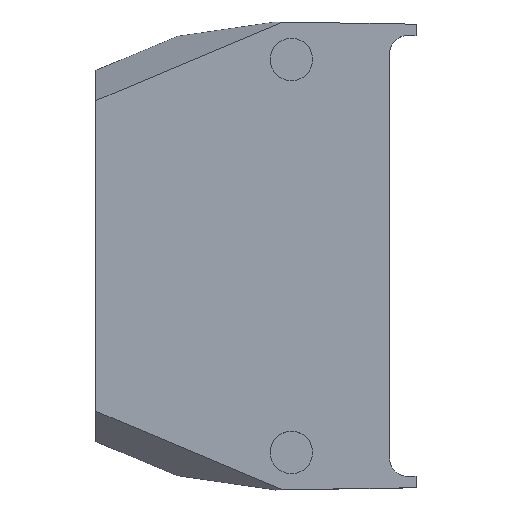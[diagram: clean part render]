
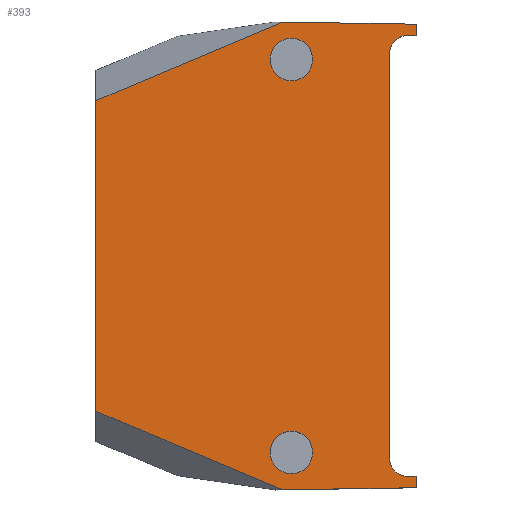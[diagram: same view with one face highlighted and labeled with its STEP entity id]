
A CAD part, top view. The second image highlights one B-rep face of the part: STEP entity #393.
In plain terms, the highlighted planar face has unit normal (0, 0, 1).
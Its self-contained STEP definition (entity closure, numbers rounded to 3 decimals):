
#21=FACE_BOUND('',#66,.T.);
#22=FACE_BOUND('',#67,.T.);
#25=CIRCLE('',#434,2.35);
#26=CIRCLE('',#435,2.35);
#33=ELLIPSE('',#432,2.071,2.);
#34=ELLIPSE('',#433,2.071,2.);
#41=FACE_OUTER_BOUND('',#65,.T.);
#65=EDGE_LOOP('',(#279,#280,#281,#282,#283,#284,#285,#286,#287,#288,#289,
#290));
#66=EDGE_LOOP('',(#291));
#67=EDGE_LOOP('',(#292));
#91=LINE('',#581,#133);
#99=LINE('',#599,#141);
#103=LINE('',#609,#145);
#104=LINE('',#610,#146);
#105=LINE('',#612,#147);
#106=LINE('',#614,#148);
#107=LINE('',#615,#149);
#108=LINE('',#617,#150);
#109=LINE('',#619,#151);
#110=LINE('',#622,#152);
#133=VECTOR('',#467,1000.);
#141=VECTOR('',#481,1000.);
#145=VECTOR('',#489,1000.);
#146=VECTOR('',#490,1000.);
#147=VECTOR('',#491,10.);
#148=VECTOR('',#492,10.);
#149=VECTOR('',#493,10.);
#150=VECTOR('',#494,1000.);
#151=VECTOR('',#495,1000.);
#152=VECTOR('',#498,1000.);
#175=VERTEX_POINT('',#578);
#176=VERTEX_POINT('',#580);
#182=VERTEX_POINT('',#597);
#183=VERTEX_POINT('',#598);
#185=VERTEX_POINT('',#605);
#186=VERTEX_POINT('',#606);
#187=VERTEX_POINT('',#608);
#188=VERTEX_POINT('',#611);
#189=VERTEX_POINT('',#613);
#190=VERTEX_POINT('',#616);
#191=VERTEX_POINT('',#618);
#192=VERTEX_POINT('',#620);
#193=VERTEX_POINT('',#623);
#194=VERTEX_POINT('',#625);
#211=EDGE_CURVE('',#176,#175,#91,.T.);
#219=EDGE_CURVE('',#182,#183,#99,.T.);
#223=EDGE_CURVE('',#185,#186,#33,.T.);
#224=EDGE_CURVE('',#186,#187,#103,.T.);
#225=EDGE_CURVE('',#187,#176,#104,.T.);
#226=EDGE_CURVE('',#188,#175,#105,.T.);
#227=EDGE_CURVE('',#188,#189,#106,.T.);
#228=EDGE_CURVE('',#182,#189,#107,.T.);
#229=EDGE_CURVE('',#183,#190,#108,.T.);
#230=EDGE_CURVE('',#190,#191,#109,.T.);
#231=EDGE_CURVE('',#191,#192,#34,.T.);
#232=EDGE_CURVE('',#192,#185,#110,.T.);
#233=EDGE_CURVE('',#193,#193,#25,.T.);
#234=EDGE_CURVE('',#194,#194,#26,.T.);
#279=ORIENTED_EDGE('',*,*,#223,.T.);
#280=ORIENTED_EDGE('',*,*,#224,.T.);
#281=ORIENTED_EDGE('',*,*,#225,.T.);
#282=ORIENTED_EDGE('',*,*,#211,.T.);
#283=ORIENTED_EDGE('',*,*,#226,.F.);
#284=ORIENTED_EDGE('',*,*,#227,.T.);
#285=ORIENTED_EDGE('',*,*,#228,.F.);
#286=ORIENTED_EDGE('',*,*,#219,.T.);
#287=ORIENTED_EDGE('',*,*,#229,.T.);
#288=ORIENTED_EDGE('',*,*,#230,.T.);
#289=ORIENTED_EDGE('',*,*,#231,.T.);
#290=ORIENTED_EDGE('',*,*,#232,.T.);
#291=ORIENTED_EDGE('',*,*,#233,.T.);
#292=ORIENTED_EDGE('',*,*,#234,.T.);
#375=PLANE('',#431);
#393=ADVANCED_FACE('',(#41,#21,#22),#375,.T.);
#431=AXIS2_PLACEMENT_3D('',#604,#485,#486);
#432=AXIS2_PLACEMENT_3D('',#607,#487,#488);
#433=AXIS2_PLACEMENT_3D('',#621,#496,#497);
#434=AXIS2_PLACEMENT_3D('',#624,#499,#500);
#435=AXIS2_PLACEMENT_3D('',#626,#501,#502);
#467=DIRECTION('',(-1.,0.016,0.));
#481=DIRECTION('',(1.,0.016,0.));
#485=DIRECTION('center_axis',(0.,0.,
1.));
#486=DIRECTION('ref_axis',(1.,0.,0.));
#487=DIRECTION('center_axis',(0.,0.,-1.));
#488=DIRECTION('ref_axis',(0.,1.,0.));
#489=DIRECTION('',(1.,0.,0.));
#490=DIRECTION('',(0.,1.,0.));
#491=DIRECTION('',(0.922,0.387,0.));
#492=DIRECTION('',(0.,-1.,0.));
#493=DIRECTION('',(-0.922,0.387,0.));
#494=DIRECTION('',(0.,1.,0.));
#495=DIRECTION('',(-1.,0.,0.));
#496=DIRECTION('center_axis',(0.,0.,-1.));
#497=DIRECTION('ref_axis',(0.,1.,0.));
#498=DIRECTION('',(0.,1.,0.));
#499=DIRECTION('center_axis',(0.,0.,
-1.));
#500=DIRECTION('ref_axis',(0.,1.,0.));
#501=DIRECTION('center_axis',(0.,0.,
-1.));
#502=DIRECTION('ref_axis',(0.,1.,0.));
#578=CARTESIAN_POINT('',(1.455,25.887,41.3));
#580=CARTESIAN_POINT('',(16.2,25.658,41.3));
#581=CARTESIAN_POINT('',(17.258,25.641,41.3));
#597=CARTESIAN_POINT('',(1.455,-25.887,41.3));
#598=CARTESIAN_POINT('',(16.2,-25.658,41.3));
#599=CARTESIAN_POINT('',(0.402,-25.903,41.3));
#604=CARTESIAN_POINT('Origin',(-1.52,0.,
41.3));
#605=CARTESIAN_POINT('',(13.25,22.328,41.3));
#606=CARTESIAN_POINT('',(15.25,24.399,41.3));
#607=CARTESIAN_POINT('Origin',(15.25,22.328,41.3));
#608=CARTESIAN_POINT('',(16.2,24.399,41.3));
#609=CARTESIAN_POINT('',(28.25,24.399,41.3));
#610=CARTESIAN_POINT('',(16.2,0.,41.3));
#611=CARTESIAN_POINT('',(-19.24,17.189,41.3));
#612=CARTESIAN_POINT('',(-10.32,20.938,41.3));
#613=CARTESIAN_POINT('',(-19.24,-17.189,41.3));
#614=CARTESIAN_POINT('',(-19.24,0.,41.3));
#615=CARTESIAN_POINT('',(-10.32,-20.938,41.3));
#616=CARTESIAN_POINT('',(16.2,-24.399,41.3));
#617=CARTESIAN_POINT('',(16.2,0.,41.3));
#618=CARTESIAN_POINT('',(15.25,-24.399,41.3));
#619=CARTESIAN_POINT('',(28.25,-24.399,41.3));
#620=CARTESIAN_POINT('',(13.25,-22.328,41.3));
#621=CARTESIAN_POINT('Origin',(15.25,-22.328,41.3));
#622=CARTESIAN_POINT('',(13.25,0.,41.3));
#623=CARTESIAN_POINT('',(2.4,19.4,41.3));
#624=CARTESIAN_POINT('Origin',(2.4,21.75,41.3));
#625=CARTESIAN_POINT('',(2.4,-24.1,41.3));
#626=CARTESIAN_POINT('Origin',(2.4,-21.75,41.3));
